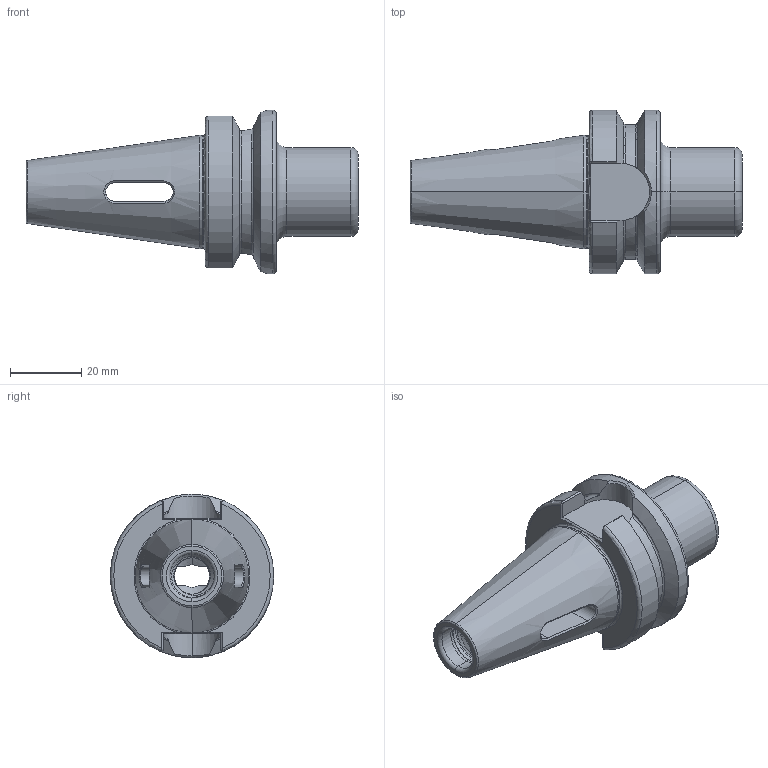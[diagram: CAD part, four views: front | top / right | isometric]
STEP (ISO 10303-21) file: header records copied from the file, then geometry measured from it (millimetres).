
FILE_DESCRIPTION (( 'STEP AP203' ), '1' );
FILE_NAME ('305.07.01.STEP', '2016-08-01T05:09:10', ( '' ), ( '' ), 'SwSTEP 2.0', 'SolidWorks 2012', '' );
FILE_SCHEMA (( 'CONFIG_CONTROL_DESIGN' ));
Length unit declared in the file: millimetre
Products named in the file (1): 305.07.01
Bounding box: 93.4 x 46 x 46 mm (x, y, z)
Volume: 54294.6 mm3; surface area: 15376.1 mm2
Topology: 1 solids, 1 shells, 146 faces, 380 edges, 236 vertices
Faces by surface type: cylinder 45, plane 35, torus 29, bspline 19, cone 18
Entity records: 10263 total; most frequent: CARTESIAN_POINT 6921, ORIENTED_EDGE 760, DIRECTION 595, EDGE_CURVE 380, AXIS2_PLACEMENT_3D 240, VERTEX_POINT 236, EDGE_LOOP 152, FACE_OUTER_BOUND 146
